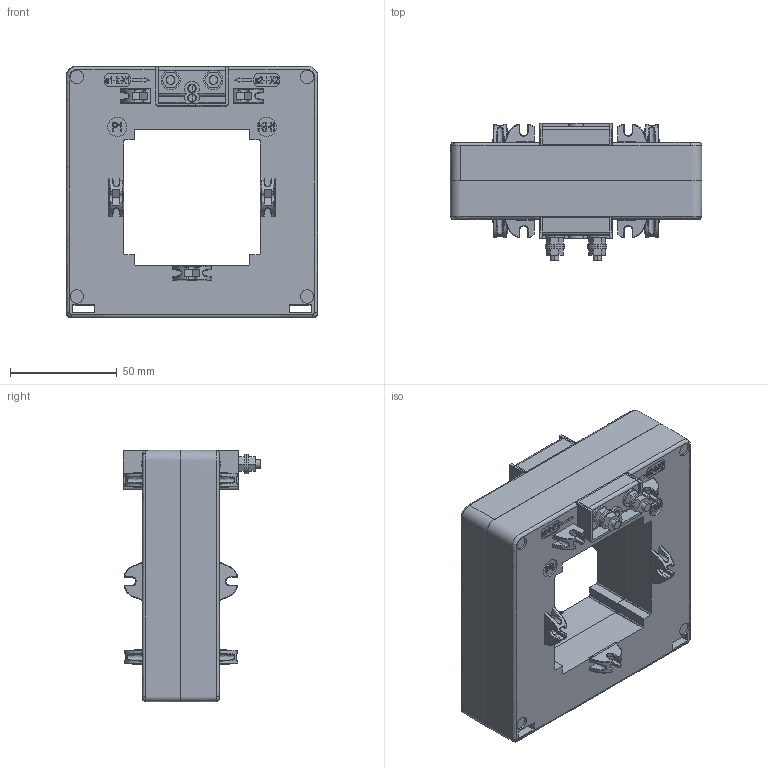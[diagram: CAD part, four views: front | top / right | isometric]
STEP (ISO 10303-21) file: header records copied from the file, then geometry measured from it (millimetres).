
FILE_DESCRIPTION(/* description */ (''),/* implementation_level */ '2;1');
FILE_NAME(/* name */ 'CAD_3D-DM38T.stp',/* time_stamp */ '2025-04-08T14:47:09+02:00',/* author */ (''),/* organization */ (''),/* preprocessor_version */ 'ST-DEVELOPER v16.7',/* originating_system */ 'SIEMENS PLM Software NX 12.0',/* authorisation */ '');
FILE_SCHEMA (('AP203_CONFIGURATION_CONTROLLED_3D_DESIGN_OF_MECHANICAL_PARTS_AND_ASSEMBLIES_MIM_LF { 1 0 10303 403 2 1 2}'));
Products named in the file (1): Pulc1F140B5Fe59m
Bounding box: 118 x 64.5 x 118 mm (x, y, z)
Volume: 370227 mm3; surface area: 82564.1 mm2
Topology: 21 solids, 21 shells, 1495 faces, 4004 edges, 2645 vertices
Faces by surface type: plane 886, bspline 343, cylinder 210, cone 56
Entity records: 58622 total; most frequent: CARTESIAN_POINT 24832, ORIENTED_EDGE 8008, DIRECTION 5421, EDGE_CURVE 4004, VERTEX_POINT 2644, LINE 2169, VECTOR 2169, AXIS2_PLACEMENT_3D 1626
